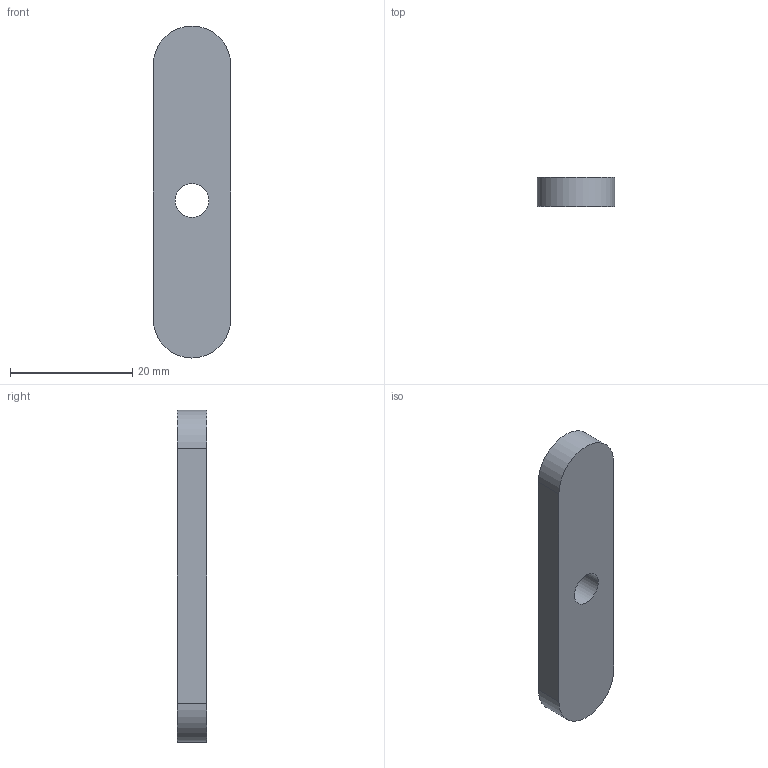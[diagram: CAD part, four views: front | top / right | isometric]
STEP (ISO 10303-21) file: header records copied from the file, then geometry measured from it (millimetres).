
FILE_DESCRIPTION((''),'2;1');
FILE_NAME('227-001337_MECHANICAL_FINGER_WE','2017-01-17T',('BGH44976'),(''),'CREO PARAMETRIC BY PTC INC, 2015080','CREO PARAMETRIC BY PTC INC, 2015080','');
FILE_SCHEMA(('AUTOMOTIVE_DESIGN { 1 0 10303 214 1 1 1 1 }'));
Length unit declared in the file: millimetre
Products named in the file (1): 227-001337_MECHANICAL_FINGER_WE
Bounding box: 12.7 x 4.76 x 54.41 mm (x, y, z)
Volume: 3011.5 mm3; surface area: 1934.8 mm2
Topology: 1 solids, 1 shells, 8 faces, 18 edges, 12 vertices
Faces by surface type: plane 4, cylinder 4
Entity records: 395 total; most frequent: COLOUR_RGB 46, DIRECTION 42, CARTESIAN_POINT 40, ORIENTED_EDGE 36, PRESENTATION_STYLE_ASSIGNMENT 19, STYLED_ITEM 19, CURVE_STYLE 18, EDGE_CURVE 18
